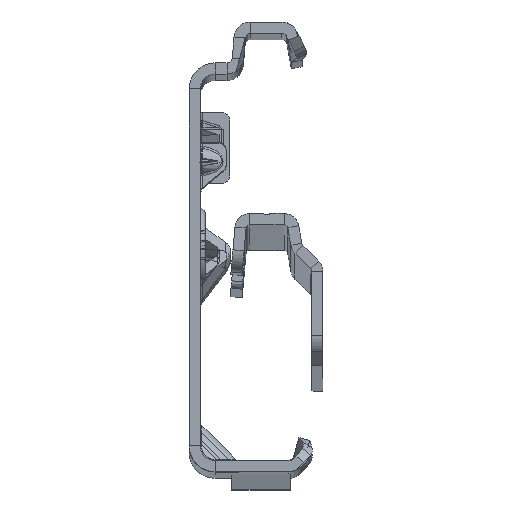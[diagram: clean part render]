
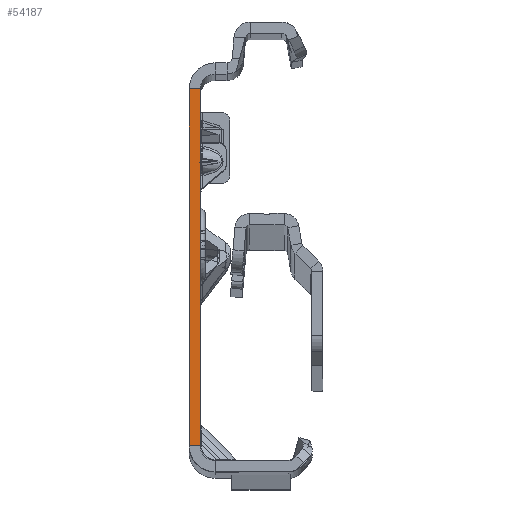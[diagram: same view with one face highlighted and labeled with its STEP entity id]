
A CAD part, top view. The second image highlights one B-rep face of the part: STEP entity #54187.
In plain terms, the highlighted planar face has unit normal (0, 0, 1).
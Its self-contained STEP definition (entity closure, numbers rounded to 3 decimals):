
#2002 = DIRECTION ( 'NONE',  ( 1., 0., 0. ) ) ;
#2850 = CARTESIAN_POINT ( 'NONE',  ( -1.5, -27.865, 0. ) ) ;
#3746 = EDGE_CURVE ( 'NONE', #7262, #33427, #29831, .T. ) ;
#5791 = EDGE_CURVE ( 'NONE', #37621, #7262, #21318, .T. ) ;
#6261 = AXIS2_PLACEMENT_3D ( 'NONE', #19803, #36945, #2002 ) ;
#7050 = CARTESIAN_POINT ( 'NONE',  ( 0., -25.865, 0. ) ) ;
#7262 = VERTEX_POINT ( 'NONE', #7050 ) ;
#8179 = ORIENTED_EDGE ( 'NONE', *, *, #5791, .F. ) ;
#10257 = CARTESIAN_POINT ( 'NONE',  ( -1.5, 22.135, 0. ) ) ;
#10866 = DIRECTION ( 'NONE',  ( -1., 0., 0. ) ) ;
#13792 = CARTESIAN_POINT ( 'NONE',  ( 0., -27.865, 0. ) ) ;
#15883 = VECTOR ( 'NONE', #46703, 1000. ) ;
#19803 = CARTESIAN_POINT ( 'NONE',  ( -1.5, -27.865, 0. ) ) ;
#20026 = VERTEX_POINT ( 'NONE', #10257 ) ;
#20433 = CARTESIAN_POINT ( 'NONE',  ( 0., -25.865, 0. ) ) ;
#21318 = LINE ( 'NONE', #13792, #29347 ) ;
#23686 = DIRECTION ( 'NONE',  ( 0., -1., 0. ) ) ;
#24200 = ORIENTED_EDGE ( 'NONE', *, *, #53231, .T. ) ;
#24231 = CARTESIAN_POINT ( 'NONE',  ( 0., 22.135, 0. ) ) ;
#25515 = CARTESIAN_POINT ( 'NONE',  ( 0., 22.135, 0. ) ) ;
#26036 = DIRECTION ( 'NONE',  ( 0., -1., 0. ) ) ;
#27566 = LINE ( 'NONE', #24231, #45201 ) ;
#29347 = VECTOR ( 'NONE', #26036, 1000. ) ;
#29831 = LINE ( 'NONE', #20433, #15883 ) ;
#32625 = ORIENTED_EDGE ( 'NONE', *, *, #3746, .F. ) ;
#33427 = VERTEX_POINT ( 'NONE', #50756 ) ;
#35938 = VECTOR ( 'NONE', #23686, 1000. ) ;
#36945 = DIRECTION ( 'NONE',  ( 0., 0., 1. ) ) ;
#37621 = VERTEX_POINT ( 'NONE', #25515 ) ;
#39998 = FACE_OUTER_BOUND ( 'NONE', #54065, .T. ) ;
#45201 = VECTOR ( 'NONE', #10866, 1000. ) ;
#46703 = DIRECTION ( 'NONE',  ( -1., 0., 0. ) ) ;
#49150 = LINE ( 'NONE', #2850, #35938 ) ;
#49256 = ORIENTED_EDGE ( 'NONE', *, *, #49328, .T. ) ;
#49328 = EDGE_CURVE ( 'NONE', #20026, #33427, #49150, .T. ) ;
#49405 = PLANE ( 'NONE',  #6261 ) ;
#50756 = CARTESIAN_POINT ( 'NONE',  ( -1.5, -25.865, 0. ) ) ;
#53231 = EDGE_CURVE ( 'NONE', #37621, #20026, #27566, .T. ) ;
#54065 = EDGE_LOOP ( 'NONE', ( #8179, #24200, #49256, #32625 ) ) ;
#54187 = ADVANCED_FACE ( 'NONE', ( #39998 ), #49405, .T. ) ;
